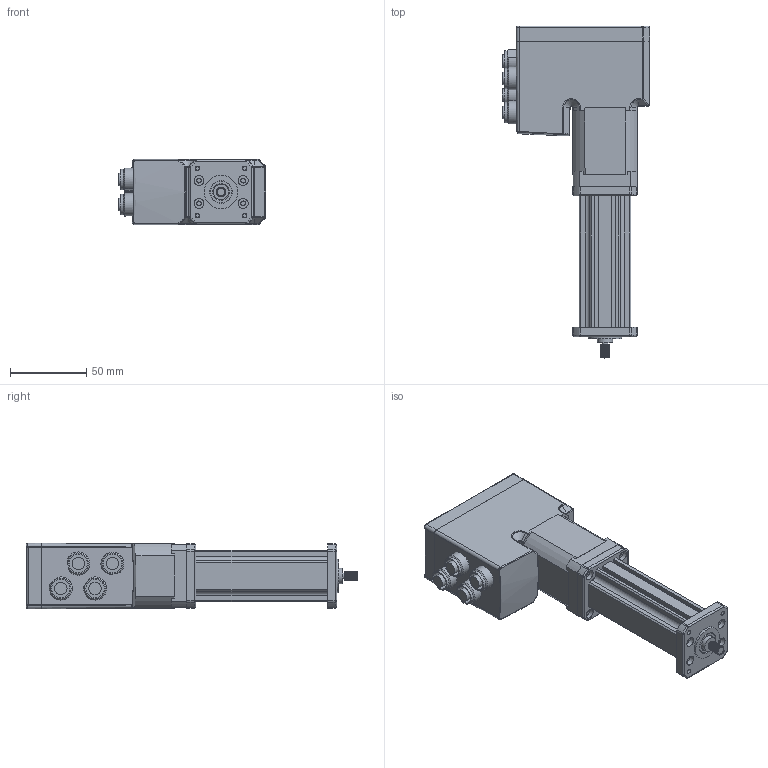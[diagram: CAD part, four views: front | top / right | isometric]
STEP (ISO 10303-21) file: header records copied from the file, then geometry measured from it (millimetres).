
FILE_DESCRIPTION(/* description */ ('Unknown'),/* implementation_level */ '2;1');
FILE_NAME(/* name */ 'MIS176Sxyyzz66 with spindle 86,5',/* time_stamp */ '2021-03-16T11:54:00+01:00',/* author */ ('Unknown'),/* organization */ ('Unknown'),/* preprocessor_version */ 'ST-DEVELOPER v16.7',/* originating_system */ 'Solid Edge',/* authorisation */ 'Unknown');
FILE_SCHEMA (('AUTOMOTIVE_DESIGN {1 0 10303 214 3 1 1}'));
Length unit declared in the file: millimetre
Products named in the file (5): MIS176Sxyyzz66 with spindle 86,5; MIS176S35xxxx66; Spindel 86,5 mm; Spindle 86,5 mm NEMA17 front; Spindle 86,5 mm NEMA17 bag
Assembly tree (4 placements, depth 3):
  MIS176Sxyyzz66 with spindle 86,5
    MIS176S35xxxx66
    Spindel 86,5 mm
      Spindle 86,5 mm NEMA17 front
      Spindle 86,5 mm NEMA17 bag
Bounding box: 96.94 x 218 x 43.06 mm (x, y, z)
Volume: 366360.4 mm3; surface area: 74800.2 mm2
Topology: 3 solids, 4 shells, 505 faces, 1214 edges, 763 vertices
Faces by surface type: plane 215, cylinder 200, bspline 54, cone 19, torus 13, sphere 4
Full cylindrical faces by diameter (mm): 2.5 x5, 3 x12, 3.2 x12, 4 x1, 6.5 x12, 7.96 x1, 8 x1, 8.2 x4, 10 x2, 12 x4, 13.5 x4, 14 x1, 15 x1, 19 x2, 20 x2, 22 x3, 31.8 x1
Entity records: 19359 total; most frequent: CARTESIAN_POINT 6144, DIRECTION 2297, ORIENTED_EDGE 2210, EDGE_CURVE 1105, AXIS2_PLACEMENT_3D 880, VERTEX_POINT 738, FACE_BOUND 671, EDGE_LOOP 669
